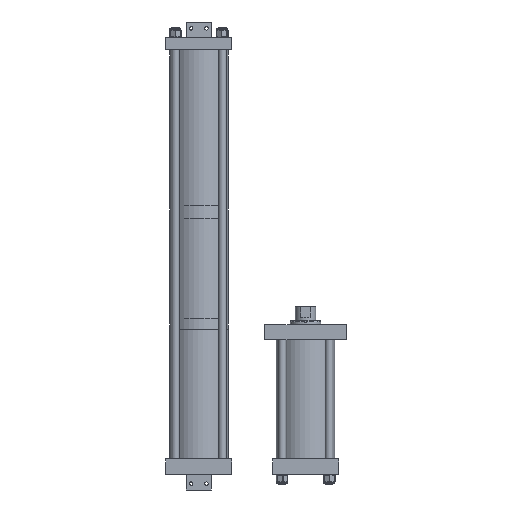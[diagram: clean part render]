
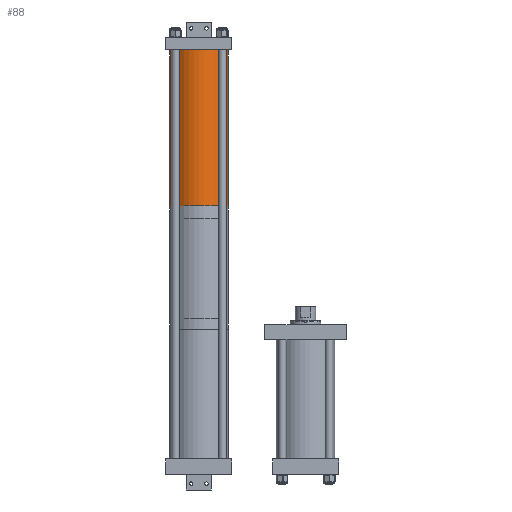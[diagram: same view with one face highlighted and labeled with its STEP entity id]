
A CAD part, front view. The second image highlights one B-rep face of the part: STEP entity #88.
In plain terms, the highlighted cylindrical face has radius 73.025 mm (diameter 146.05 mm), a partial arc.
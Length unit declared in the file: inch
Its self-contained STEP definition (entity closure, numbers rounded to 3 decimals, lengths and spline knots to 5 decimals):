
#55 = EDGE_CURVE ( 'NONE', #2182, #10010, #12499, .T. ) ;
#88 = ADVANCED_FACE ( 'NONE', ( #6040 ), #14383, .T. ) ;
#238 = ORIENTED_EDGE ( 'NONE', *, *, #6267, .T. ) ;
#463 = CARTESIAN_POINT ( 'NONE',  ( -2.875, 0., 0. ) ) ;
#1420 = CARTESIAN_POINT ( 'NONE',  ( 2.875, 0., 15.32 ) ) ;
#1589 = CARTESIAN_POINT ( 'NONE',  ( 0., 0., 15.32 ) ) ;
#2182 = VERTEX_POINT ( 'NONE', #1420 ) ;
#2335 = CARTESIAN_POINT ( 'NONE',  ( -2.875, 0., 15.32 ) ) ;
#2501 = AXIS2_PLACEMENT_3D ( 'NONE', #1589, #5053, #12363 ) ;
#3310 = EDGE_CURVE ( 'NONE', #15573, #2182, #4456, .T. ) ;
#3321 = CARTESIAN_POINT ( 'NONE',  ( 0., 0., 15.32 ) ) ;
#4177 = AXIS2_PLACEMENT_3D ( 'NONE', #3321, #5743, #14216 ) ;
#4350 = VECTOR ( 'NONE', #11726, 39.37008 ) ;
#4424 = VECTOR ( 'NONE', #12387, 39.37008 ) ;
#4456 = CIRCLE ( 'NONE', #2501, 2.875 ) ;
#4483 = EDGE_CURVE ( 'NONE', #15573, #12611, #14475, .T. ) ;
#5053 = DIRECTION ( 'NONE',  ( 0., 0., 1. ) ) ;
#5743 = DIRECTION ( 'NONE',  ( 0., 0., -1. ) ) ;
#6040 = FACE_OUTER_BOUND ( 'NONE', #12315, .T. ) ;
#6267 = EDGE_CURVE ( 'NONE', #12611, #10010, #9148, .T. ) ;
#6636 = ORIENTED_EDGE ( 'NONE', *, *, #55, .F. ) ;
#7128 = DIRECTION ( 'NONE',  ( 1., 0., 0. ) ) ;
#7681 = ORIENTED_EDGE ( 'NONE', *, *, #3310, .F. ) ;
#8015 = CARTESIAN_POINT ( 'NONE',  ( 2.875, 0., 15.32 ) ) ;
#8896 = CARTESIAN_POINT ( 'NONE',  ( 2.875, 0., 0. ) ) ;
#9148 = CIRCLE ( 'NONE', #14594, 2.875 ) ;
#10010 = VERTEX_POINT ( 'NONE', #8896 ) ;
#10591 = ORIENTED_EDGE ( 'NONE', *, *, #4483, .T. ) ;
#11640 = CARTESIAN_POINT ( 'NONE',  ( 0., 0., 0. ) ) ;
#11726 = DIRECTION ( 'NONE',  ( 0., 0., -1. ) ) ;
#12315 = EDGE_LOOP ( 'NONE', ( #6636, #7681, #10591, #238 ) ) ;
#12363 = DIRECTION ( 'NONE',  ( 1., 0., 0. ) ) ;
#12387 = DIRECTION ( 'NONE',  ( 0., 0., -1. ) ) ;
#12497 = CARTESIAN_POINT ( 'NONE',  ( -2.875, 0., 15.32 ) ) ;
#12499 = LINE ( 'NONE', #8015, #4350 ) ;
#12611 = VERTEX_POINT ( 'NONE', #463 ) ;
#12878 = DIRECTION ( 'NONE',  ( 0., 0., 1. ) ) ;
#14216 = DIRECTION ( 'NONE',  ( -1., 0., 0. ) ) ;
#14383 = CYLINDRICAL_SURFACE ( 'NONE', #4177, 2.875 ) ;
#14475 = LINE ( 'NONE', #12497, #4424 ) ;
#14594 = AXIS2_PLACEMENT_3D ( 'NONE', #11640, #12878, #7128 ) ;
#15573 = VERTEX_POINT ( 'NONE', #2335 ) ;
